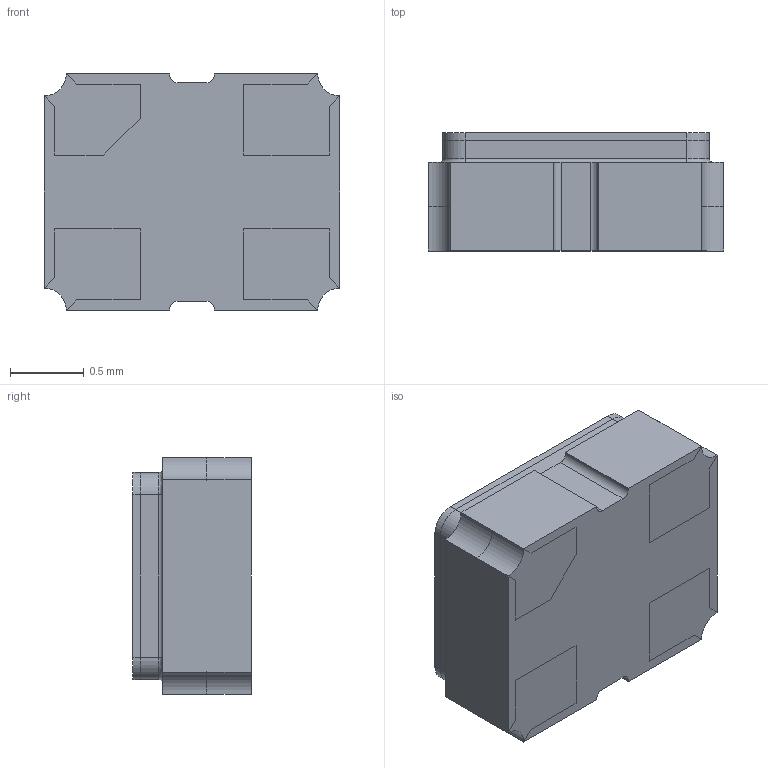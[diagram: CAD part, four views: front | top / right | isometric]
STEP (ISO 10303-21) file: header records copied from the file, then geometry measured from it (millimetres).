
FILE_DESCRIPTION (( 'STEP AP214' ), '1' );
FILE_NAME ('ATX-13-F-38.400MHz-F05-T.STEP', '2023-01-12T21:14:57', ( 'ADMIN' ), ( '' ), 'SwSTEP 2.0', 'SolidWorks 2016', '' );
FILE_SCHEMA (( 'AUTOMOTIVE_DESIGN' ));
Length unit declared in the file: millimetre
Products named in the file (1): ATX-13-F-38.400MHz-F05-T
Bounding box: 2 x 0.8 x 1.6 mm (x, y, z)
Volume: 2.4 mm3; surface area: 23.7 mm2
Topology: 16 solids, 16 shells, 229 faces, 560 edges, 364 vertices
Faces by surface type: plane 162, bspline 41, cylinder 26
Entity records: 8661 total; most frequent: CARTESIAN_POINT 3004, ORIENTED_EDGE 1120, DIRECTION 912, EDGE_CURVE 560, VECTOR 430, LINE 430, VERTEX_POINT 364, AXIS2_PLACEMENT_3D 241
